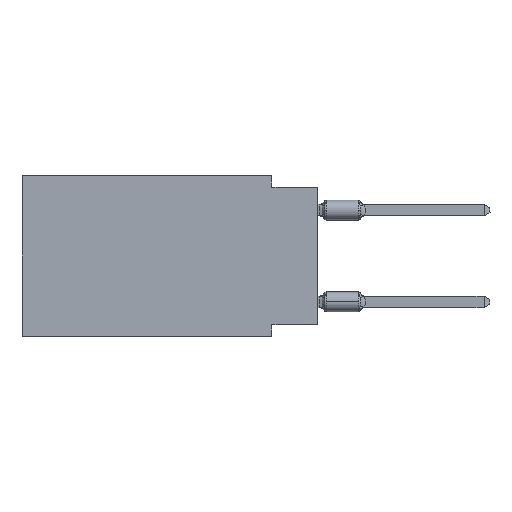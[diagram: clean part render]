
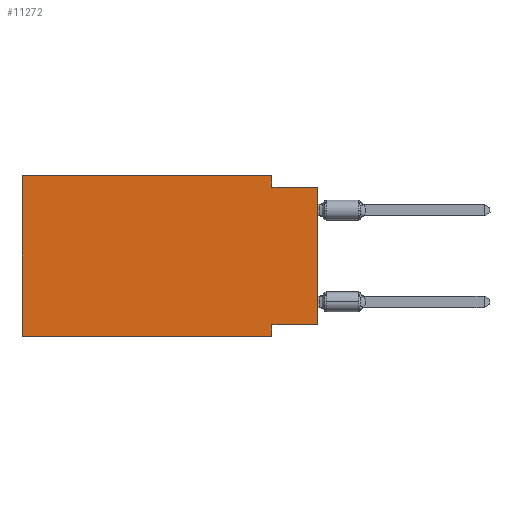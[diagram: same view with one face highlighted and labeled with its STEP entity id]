
A CAD part, left-side view. The second image highlights one B-rep face of the part: STEP entity #11272.
In plain terms, the highlighted planar face has unit normal (-1, 0, 0).
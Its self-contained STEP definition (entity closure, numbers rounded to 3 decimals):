
#22 = VERTEX_POINT ( 'NONE', #3074 ) ;
#160 = CARTESIAN_POINT ( 'NONE',  ( 0., 0., 0. ) ) ;
#206 = AXIS2_PLACEMENT_3D ( 'NONE', #572, #504, #15928 ) ;
#504 = DIRECTION ( 'NONE',  ( 1., 0., 0. ) ) ;
#572 = CARTESIAN_POINT ( 'NONE',  ( 0., 16.383, 0. ) ) ;
#891 = CARTESIAN_POINT ( 'NONE',  ( 0., 0., -8.255 ) ) ;
#1305 = EDGE_CURVE ( 'NONE', #8580, #14958, #11805, .T. ) ;
#1757 = PLANE ( 'NONE',  #206 ) ;
#1785 = CARTESIAN_POINT ( 'NONE',  ( 0., 0., -0.635 ) ) ;
#2253 = VERTEX_POINT ( 'NONE', #16530 ) ;
#2320 = EDGE_CURVE ( 'NONE', #8580, #4015, #11728, .T. ) ;
#2763 = CARTESIAN_POINT ( 'NONE',  ( 0., 2.54, -8.255 ) ) ;
#2806 = VECTOR ( 'NONE', #8708, 1000. ) ;
#2906 = EDGE_LOOP ( 'NONE', ( #4339, #11457, #8832, #3090, #6560, #15639, #4143, #15732 ) ) ;
#3074 = CARTESIAN_POINT ( 'NONE',  ( 0., 2.54, -0.635 ) ) ;
#3090 = ORIENTED_EDGE ( 'NONE', *, *, #6492, .F. ) ;
#3539 = VERTEX_POINT ( 'NONE', #7676 ) ;
#4015 = VERTEX_POINT ( 'NONE', #1785 ) ;
#4143 = ORIENTED_EDGE ( 'NONE', *, *, #13892, .F. ) ;
#4283 = VERTEX_POINT ( 'NONE', #13756 ) ;
#4339 = ORIENTED_EDGE ( 'NONE', *, *, #2320, .T. ) ;
#5157 = LINE ( 'NONE', #13812, #5564 ) ;
#5437 = DIRECTION ( 'NONE',  ( 0., 1., 0. ) ) ;
#5564 = VECTOR ( 'NONE', #15399, 1000. ) ;
#5617 = FACE_OUTER_BOUND ( 'NONE', #2906, .T. ) ;
#5730 = DIRECTION ( 'NONE',  ( 0., 0., 1. ) ) ;
#5766 = VECTOR ( 'NONE', #13719, 1000. ) ;
#5823 = CARTESIAN_POINT ( 'NONE',  ( 0., 16.383, -8.89 ) ) ;
#6492 = EDGE_CURVE ( 'NONE', #2253, #16283, #5157, .T. ) ;
#6560 = ORIENTED_EDGE ( 'NONE', *, *, #12171, .F. ) ;
#6702 = CARTESIAN_POINT ( 'NONE',  ( 0., 2.54, 0. ) ) ;
#6988 = DIRECTION ( 'NONE',  ( 0., -1., 0. ) ) ;
#7071 = LINE ( 'NONE', #10930, #7424 ) ;
#7370 = CARTESIAN_POINT ( 'NONE',  ( 0., 2.54, 0. ) ) ;
#7424 = VECTOR ( 'NONE', #5730, 1000. ) ;
#7676 = CARTESIAN_POINT ( 'NONE',  ( 0., 16.383, -8.89 ) ) ;
#8131 = VECTOR ( 'NONE', #5437, 1000. ) ;
#8529 = EDGE_CURVE ( 'NONE', #22, #4015, #13888, .T. ) ;
#8580 = VERTEX_POINT ( 'NONE', #891 ) ;
#8708 = DIRECTION ( 'NONE',  ( 0., 0., -1. ) ) ;
#8729 = DIRECTION ( 'NONE',  ( 0., 0., -1. ) ) ;
#8832 = ORIENTED_EDGE ( 'NONE', *, *, #14266, .F. ) ;
#9596 = LINE ( 'NONE', #5823, #15429 ) ;
#10388 = DIRECTION ( 'NONE',  ( 0., 0., 1. ) ) ;
#10930 = CARTESIAN_POINT ( 'NONE',  ( 0., 16.383, 0. ) ) ;
#11272 = ADVANCED_FACE ( 'NONE', ( #5617 ), #1757, .F. ) ;
#11365 = VECTOR ( 'NONE', #10388, 1000. ) ;
#11457 = ORIENTED_EDGE ( 'NONE', *, *, #8529, .F. ) ;
#11728 = LINE ( 'NONE', #160, #11365 ) ;
#11805 = LINE ( 'NONE', #13080, #8131 ) ;
#12171 = EDGE_CURVE ( 'NONE', #3539, #2253, #7071, .T. ) ;
#12573 = LINE ( 'NONE', #7370, #2806 ) ;
#13080 = CARTESIAN_POINT ( 'NONE',  ( 0., 0., -8.255 ) ) ;
#13719 = DIRECTION ( 'NONE',  ( 0., -1., 0. ) ) ;
#13756 = CARTESIAN_POINT ( 'NONE',  ( 0., 2.54, -8.89 ) ) ;
#13811 = CARTESIAN_POINT ( 'NONE',  ( 0., 0., -0.635 ) ) ;
#13812 = CARTESIAN_POINT ( 'NONE',  ( 0., 16.383, 0. ) ) ;
#13888 = LINE ( 'NONE', #13811, #5766 ) ;
#13892 = EDGE_CURVE ( 'NONE', #14958, #4283, #15273, .T. ) ;
#14266 = EDGE_CURVE ( 'NONE', #16283, #22, #12573, .T. ) ;
#14958 = VERTEX_POINT ( 'NONE', #2763 ) ;
#15107 = CARTESIAN_POINT ( 'NONE',  ( 0., 2.54, -8.89 ) ) ;
#15273 = LINE ( 'NONE', #15107, #16460 ) ;
#15399 = DIRECTION ( 'NONE',  ( 0., -1., 0. ) ) ;
#15429 = VECTOR ( 'NONE', #6988, 1000. ) ;
#15501 = EDGE_CURVE ( 'NONE', #3539, #4283, #9596, .T. ) ;
#15639 = ORIENTED_EDGE ( 'NONE', *, *, #15501, .T. ) ;
#15732 = ORIENTED_EDGE ( 'NONE', *, *, #1305, .F. ) ;
#15928 = DIRECTION ( 'NONE',  ( 0., 0., -1. ) ) ;
#16283 = VERTEX_POINT ( 'NONE', #6702 ) ;
#16460 = VECTOR ( 'NONE', #8729, 1000. ) ;
#16530 = CARTESIAN_POINT ( 'NONE',  ( 0., 16.383, 0. ) ) ;
